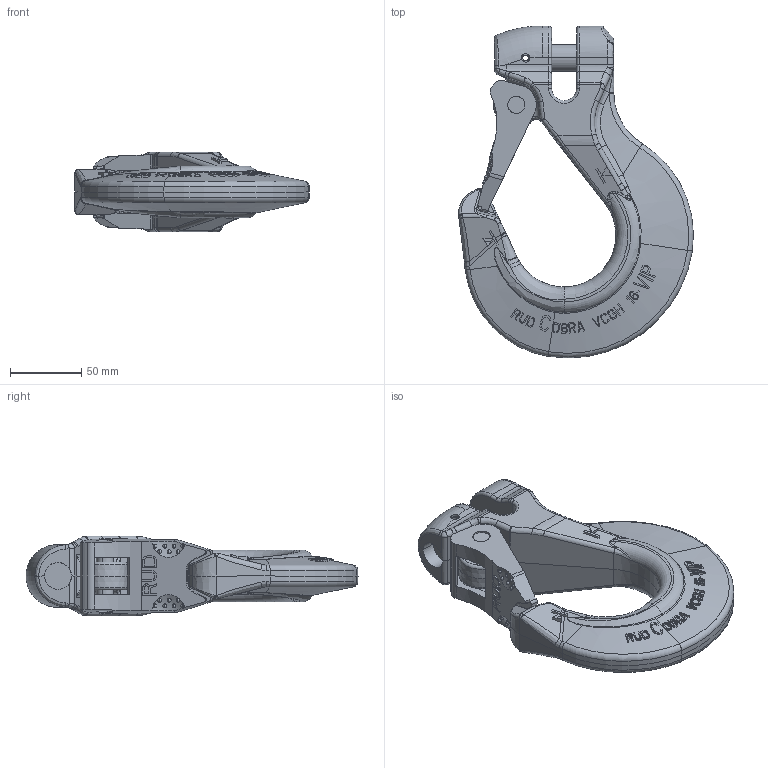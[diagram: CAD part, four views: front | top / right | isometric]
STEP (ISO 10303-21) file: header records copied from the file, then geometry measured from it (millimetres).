
FILE_DESCRIPTION((''),'2;1');
FILE_NAME('001-M31665-P-1_ASM','2013-01-14T',('Azubi.TBM'),(''),'PRO/ENGINEER BY PARAMETRIC TECHNOLOGY CORPORATION, 2010140','PRO/ENGINEER BY PARAMETRIC TECHNOLOGY CORPORATION, 2010140','');
FILE_SCHEMA(('CONFIG_CONTROL_DESIGN'));
Length unit declared in the file: millimetre
Products named in the file (3): 001-M31665-P-1_AF0; 001-M31477-001; 001-M31665-P-1_ASM
Assembly tree (2 placements, depth 2):
  001-M31665-P-1_ASM
    001-M31665-P-1_AF0
    001-M31477-001
Bounding box: 165.17 x 233.5 x 56 mm (x, y, z)
Volume: 590909.7 mm3; surface area: 86035.3 mm2
Topology: 2 solids, 2 shells, 1081 faces, 2872 edges, 1810 vertices
Faces by surface type: plane 640, bspline 190, cylinder 124, cone 60, torus 35, sphere 32
Entity records: 45898 total; most frequent: CARTESIAN_POINT 22259, ORIENTED_EDGE 5688, DIRECTION 3727, EDGE_CURVE 2844, VERTEX_POINT 1810, B_SPLINE_CURVE_WITH_KNOTS 1342, AXIS2_PLACEMENT_3D 1329, EDGE_LOOP 1134
